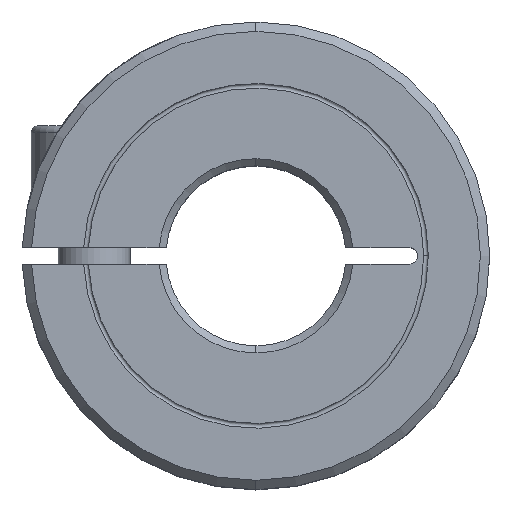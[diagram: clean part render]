
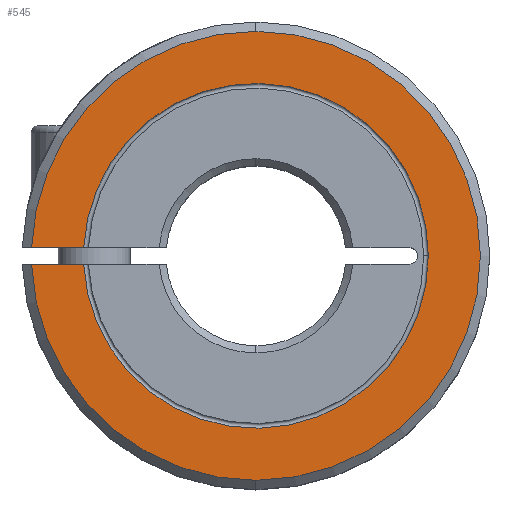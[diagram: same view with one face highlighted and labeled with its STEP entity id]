
A CAD part, top view. The second image highlights one B-rep face of the part: STEP entity #545.
In plain terms, the highlighted planar face has unit normal (0, 0, 1).
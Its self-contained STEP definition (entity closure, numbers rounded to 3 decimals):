
#397=VERTEX_POINT('',#1127);
#471=EDGE_CURVE('',#397,#1089,#1214,.T.);
#491=EDGE_CURVE('',#921,#829,#1235,.T.);
#511=EDGE_CURVE('',#997,#829,#1258,.T.);
#545=ADVANCED_FACE('',(#1297),#1298,.T.);
#671=VERTEX_POINT('',#1436);
#703=EDGE_CURVE('',#911,#921,#1472,.T.);
#803=EDGE_CURVE('',#397,#671,#1580,.T.);
#829=VERTEX_POINT('',#1608);
#841=EDGE_CURVE('',#671,#997,#1621,.T.);
#905=EDGE_CURVE('',#1089,#911,#1697,.T.);
#911=VERTEX_POINT('',#1703);
#921=VERTEX_POINT('',#1713);
#997=VERTEX_POINT('',#1796);
#1089=VERTEX_POINT('',#1898);
#1127=CARTESIAN_POINT('',(-12.472,0.455,11.0));
#1214=LINE('',#2099,#2100);
#1235=LINE('',#2139,#2140);
#1258=CIRCLE('',#2167,12.48);
#1297=FACE_OUTER_BOUND('',#2213,.T.);
#1298=PLANE('',#2214);
#1436=CARTESIAN_POINT('',(0.,12.48,11.0));
#1472=CIRCLE('',#2528,9.585);
#1580=CIRCLE('',#2685,12.48);
#1608=CARTESIAN_POINT('',(-12.472,-0.455,11.0));
#1621=CIRCLE('',#2751,12.48);
#1697=CIRCLE('',#2845,9.585);
#1703=CARTESIAN_POINT('',(9.585,0.,11.0));
#1713=CARTESIAN_POINT('',(-9.574,-0.455,11.0));
#1796=CARTESIAN_POINT('',(0.,-12.48,11.0));
#1898=CARTESIAN_POINT('',(-9.574,0.455,11.0));
#2099=CARTESIAN_POINT('',(-1.364,0.455,11.0));
#2100=VECTOR('',#3424,1.0);
#2139=CARTESIAN_POINT('',(-1.364,-0.455,11.0));
#2140=VECTOR('',#3440,1.0);
#2167=AXIS2_PLACEMENT_3D('',#3469,#3470,#3471);
#2213=EDGE_LOOP('',(#3528,#3529,#3530,#3531,#3532,#3533,#3534));
#2214=AXIS2_PLACEMENT_3D('',#3535,#3536,#3537);
#2528=AXIS2_PLACEMENT_3D('',#3739,#3740,#3741);
#2685=AXIS2_PLACEMENT_3D('',#3866,#3867,#3868);
#2751=AXIS2_PLACEMENT_3D('',#3906,#3907,#3908);
#2845=AXIS2_PLACEMENT_3D('',#4009,#4010,#4011);
#3424=DIRECTION('',(1.0,0.0,0.));
#3440=DIRECTION('',(-1.0,0.0,0.));
#3469=CARTESIAN_POINT('',(0.,0.0,11.0));
#3470=DIRECTION('',(0.,0.0,-1.0));
#3471=DIRECTION('',(0.0,1.0,0.0));
#3528=ORIENTED_EDGE('',*,*,#491,.T.);
#3529=ORIENTED_EDGE('',*,*,#511,.F.);
#3530=ORIENTED_EDGE('',*,*,#841,.F.);
#3531=ORIENTED_EDGE('',*,*,#803,.F.);
#3532=ORIENTED_EDGE('',*,*,#471,.T.);
#3533=ORIENTED_EDGE('',*,*,#905,.T.);
#3534=ORIENTED_EDGE('',*,*,#703,.T.);
#3535=CARTESIAN_POINT('',(0.,8.94,11.0));
#3536=DIRECTION('',(0.,0.0,1.0));
#3537=DIRECTION('',(0.0,-1.0,0.0));
#3739=CARTESIAN_POINT('',(0.,0.0,11.0));
#3740=DIRECTION('',(0.,0.0,-1.0));
#3741=DIRECTION('',(1.0,0.0,0.));
#3866=CARTESIAN_POINT('',(0.,0.0,11.0));
#3867=DIRECTION('',(0.,0.0,-1.0));
#3868=DIRECTION('',(0.0,1.0,0.0));
#3906=CARTESIAN_POINT('',(0.,0.0,11.0));
#3907=DIRECTION('',(0.,0.0,-1.0));
#3908=DIRECTION('',(0.0,1.0,0.0));
#4009=CARTESIAN_POINT('',(0.,0.0,11.0));
#4010=DIRECTION('',(0.,0.0,-1.0));
#4011=DIRECTION('',(1.0,0.0,0.));
